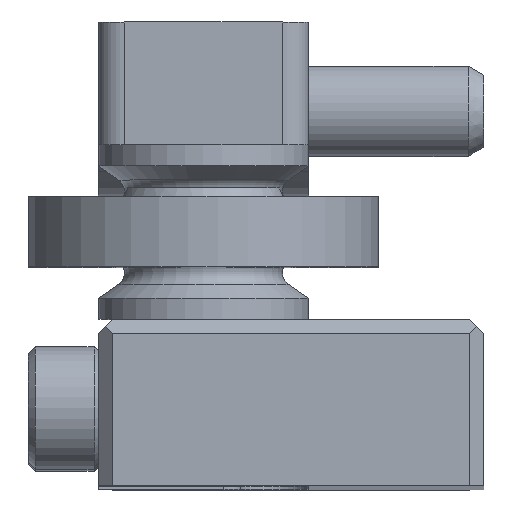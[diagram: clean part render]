
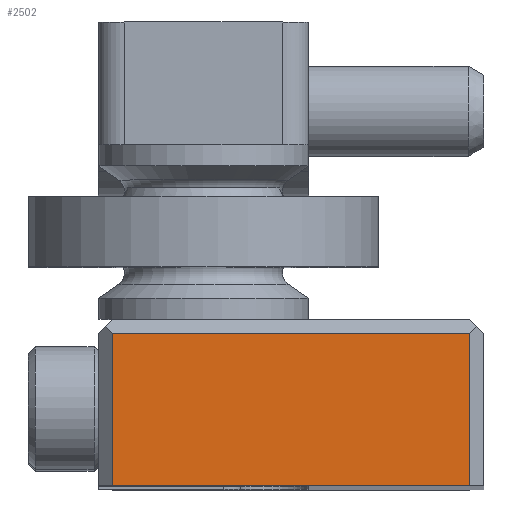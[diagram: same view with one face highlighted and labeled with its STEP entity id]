
A CAD part, top view. The second image highlights one B-rep face of the part: STEP entity #2502.
In plain terms, the highlighted planar face has unit normal (0, 0, 1).
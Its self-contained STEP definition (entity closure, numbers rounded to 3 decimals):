
#107=PLANE('',#3064);
#319=LINE('',#4191,#521);
#325=LINE('',#4204,#527);
#354=LINE('',#4264,#556);
#355=LINE('',#4265,#557);
#521=VECTOR('',#3377,1000.);
#527=VECTOR('',#3385,1000.);
#556=VECTOR('',#3434,1000.);
#557=VECTOR('',#3435,1000.);
#784=ORIENTED_EDGE('',*,*,#1436,.T.);
#785=ORIENTED_EDGE('',*,*,#1405,.F.);
#786=ORIENTED_EDGE('',*,*,#1437,.F.);
#787=ORIENTED_EDGE('',*,*,#1399,.T.);
#1399=EDGE_CURVE('',#1730,#1731,#319,.T.);
#1405=EDGE_CURVE('',#1735,#1736,#325,.T.);
#1436=EDGE_CURVE('',#1731,#1736,#354,.T.);
#1437=EDGE_CURVE('',#1730,#1735,#355,.T.);
#1730=VERTEX_POINT('',#4192);
#1731=VERTEX_POINT('',#4193);
#1735=VERTEX_POINT('',#4203);
#1736=VERTEX_POINT('',#4205);
#1976=EDGE_LOOP('',(#784,#785,#786,#787));
#2218=FACE_BOUND('',#1976,.T.);
#2502=ADVANCED_FACE('',(#2218),#107,.F.);
#3064=AXIS2_PLACEMENT_3D('',#4263,#3432,#3433);
#3377=DIRECTION('',(0.,-1.,0.));
#3385=DIRECTION('',(0.,-1.,0.));
#3432=DIRECTION('',(0.,0.,-1.));
#3433=DIRECTION('',(-1.,0.,0.));
#3434=DIRECTION('',(1.,0.,0.));
#3435=DIRECTION('',(1.,0.,0.));
#4191=CARTESIAN_POINT('',(-21.2,5.,70.));
#4192=CARTESIAN_POINT('',(-21.2,4.2,70.));
#4193=CARTESIAN_POINT('',(-21.2,-4.5,70.));
#4203=CARTESIAN_POINT('',(-0.8,4.2,70.));
#4204=CARTESIAN_POINT('',(-0.8,5.,70.));
#4205=CARTESIAN_POINT('',(-0.8,-4.5,70.));
#4263=CARTESIAN_POINT('',(-21.2,5.,70.));
#4264=CARTESIAN_POINT('',(-21.2,-4.5,70.));
#4265=CARTESIAN_POINT('',(-22.,4.2,70.));
